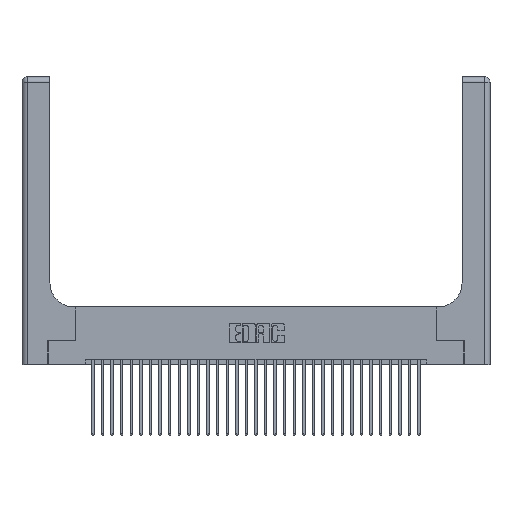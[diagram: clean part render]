
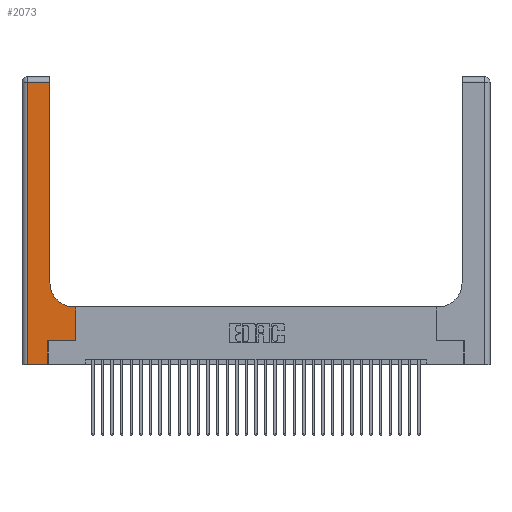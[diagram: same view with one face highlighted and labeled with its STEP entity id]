
A CAD part, top view. The second image highlights one B-rep face of the part: STEP entity #2073.
In plain terms, the highlighted planar face has unit normal (0, 0, 1).
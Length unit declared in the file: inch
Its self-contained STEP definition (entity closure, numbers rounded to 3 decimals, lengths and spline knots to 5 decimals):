
#1913 = EDGE_LOOP ( 'NONE', ( #33485, #12449, #10904, #6774, #14614, #5882, #20679, #15048, #32457 ) ) ;
#2073 = ADVANCED_FACE ( 'NONE', ( #29361 ), #14324, .F. ) ;
#2695 = DIRECTION ( 'NONE',  ( 1., 0., 0. ) ) ;
#3190 = EDGE_CURVE ( 'NONE', #21603, #19594, #28094, .T. ) ;
#3690 = LINE ( 'NONE', #22742, #27305 ) ;
#5018 = AXIS2_PLACEMENT_3D ( 'NONE', #29614, #26911, #31897 ) ;
#5106 = CARTESIAN_POINT ( 'NONE',  ( 0., 2.94, 0.37 ) ) ;
#5160 = VERTEX_POINT ( 'NONE', #10752 ) ;
#5298 = DIRECTION ( 'NONE',  ( -1., 0., 0. ) ) ;
#5299 = DIRECTION ( 'NONE',  ( 0., 0., -1. ) ) ;
#5882 = ORIENTED_EDGE ( 'NONE', *, *, #33537, .T. ) ;
#6200 = LINE ( 'NONE', #31238, #31384 ) ;
#6774 = ORIENTED_EDGE ( 'NONE', *, *, #22304, .T. ) ;
#7935 = EDGE_CURVE ( 'NONE', #17099, #27451, #11946, .T. ) ;
#7953 = AXIS2_PLACEMENT_3D ( 'NONE', #18260, #5299, #2695 ) ;
#8259 = LINE ( 'NONE', #13074, #31405 ) ;
#8392 = DIRECTION ( 'NONE',  ( 0., 1., 0. ) ) ;
#8678 = VECTOR ( 'NONE', #17843, 39.37008 ) ;
#9751 = CARTESIAN_POINT ( 'NONE',  ( 0.269, 0., 0.37 ) ) ;
#10752 = CARTESIAN_POINT ( 'NONE',  ( 0.06, 2.94, 0.37 ) ) ;
#10904 = ORIENTED_EDGE ( 'NONE', *, *, #11312, .T. ) ;
#11312 = EDGE_CURVE ( 'NONE', #5160, #24152, #22378, .T. ) ;
#11946 = CIRCLE ( 'NONE', #7953, 0.25 ) ;
#12449 = ORIENTED_EDGE ( 'NONE', *, *, #26223, .T. ) ;
#13074 = CARTESIAN_POINT ( 'NONE',  ( 0.5585, 0.25, 0.37 ) ) ;
#13331 = EDGE_CURVE ( 'NONE', #27451, #29734, #6200, .T. ) ;
#14324 = PLANE ( 'NONE',  #5018 ) ;
#14614 = ORIENTED_EDGE ( 'NONE', *, *, #3190, .T. ) ;
#15042 = VECTOR ( 'NONE', #24511, 39.37008 ) ;
#15048 = ORIENTED_EDGE ( 'NONE', *, *, #17286, .T. ) ;
#15571 = CARTESIAN_POINT ( 'NONE',  ( 0.2915, 2.94, 0.37 ) ) ;
#15828 = DIRECTION ( 'NONE',  ( 0., 1., 0. ) ) ;
#15835 = CARTESIAN_POINT ( 'NONE',  ( 0.5585, 0.25, 0.37 ) ) ;
#17099 = VERTEX_POINT ( 'NONE', #23037 ) ;
#17286 = EDGE_CURVE ( 'NONE', #20772, #17099, #28101, .T. ) ;
#17843 = DIRECTION ( 'NONE',  ( -1., 0., 0. ) ) ;
#18185 = CARTESIAN_POINT ( 'NONE',  ( 0.2915, 0.6, 0.37 ) ) ;
#18260 = CARTESIAN_POINT ( 'NONE',  ( 0.5415, 0.85, 0.37 ) ) ;
#19569 = VECTOR ( 'NONE', #22542, 39.37008 ) ;
#19594 = VERTEX_POINT ( 'NONE', #26381 ) ;
#19960 = LINE ( 'NONE', #21552, #15042 ) ;
#20679 = ORIENTED_EDGE ( 'NONE', *, *, #26166, .T. ) ;
#20772 = VERTEX_POINT ( 'NONE', #32289 ) ;
#21552 = CARTESIAN_POINT ( 'NONE',  ( 0., 0., 0.37 ) ) ;
#21603 = VERTEX_POINT ( 'NONE', #9751 ) ;
#22304 = EDGE_CURVE ( 'NONE', #24152, #21603, #19960, .T. ) ;
#22378 = LINE ( 'NONE', #30463, #19569 ) ;
#22542 = DIRECTION ( 'NONE',  ( 0., -1., 0. ) ) ;
#22676 = CARTESIAN_POINT ( 'NONE',  ( 0.06, 0., 0.37 ) ) ;
#22742 = CARTESIAN_POINT ( 'NONE',  ( 0.269, 0.25, 0.37 ) ) ;
#22826 = VECTOR ( 'NONE', #5298, 39.37008 ) ;
#23037 = CARTESIAN_POINT ( 'NONE',  ( 0.5415, 0.6, 0.37 ) ) ;
#24025 = VECTOR ( 'NONE', #8392, 39.37008 ) ;
#24152 = VERTEX_POINT ( 'NONE', #22676 ) ;
#24511 = DIRECTION ( 'NONE',  ( 1., 0., 0. ) ) ;
#25701 = DIRECTION ( 'NONE',  ( 0., 1., 0. ) ) ;
#26166 = EDGE_CURVE ( 'NONE', #29219, #20772, #8259, .T. ) ;
#26223 = EDGE_CURVE ( 'NONE', #29734, #5160, #29380, .T. ) ;
#26252 = CARTESIAN_POINT ( 'NONE',  ( 0.269, 0., 0.37 ) ) ;
#26381 = CARTESIAN_POINT ( 'NONE',  ( 0.269, 0.25, 0.37 ) ) ;
#26911 = DIRECTION ( 'NONE',  ( 0., 0., -1. ) ) ;
#27305 = VECTOR ( 'NONE', #33274, 39.37008 ) ;
#27451 = VERTEX_POINT ( 'NONE', #30650 ) ;
#28094 = LINE ( 'NONE', #26252, #24025 ) ;
#28101 = LINE ( 'NONE', #18185, #22826 ) ;
#29219 = VERTEX_POINT ( 'NONE', #15835 ) ;
#29361 = FACE_OUTER_BOUND ( 'NONE', #1913, .T. ) ;
#29380 = LINE ( 'NONE', #5106, #8678 ) ;
#29614 = CARTESIAN_POINT ( 'NONE',  ( 0., 3., 0.37 ) ) ;
#29734 = VERTEX_POINT ( 'NONE', #15571 ) ;
#30463 = CARTESIAN_POINT ( 'NONE',  ( 0.06, 3., 0.37 ) ) ;
#30650 = CARTESIAN_POINT ( 'NONE',  ( 0.2915, 0.85, 0.37 ) ) ;
#31238 = CARTESIAN_POINT ( 'NONE',  ( 0.2915, 3., 0.37 ) ) ;
#31384 = VECTOR ( 'NONE', #15828, 39.37008 ) ;
#31405 = VECTOR ( 'NONE', #25701, 39.37008 ) ;
#31897 = DIRECTION ( 'NONE',  ( -1., 0., 0. ) ) ;
#32289 = CARTESIAN_POINT ( 'NONE',  ( 0.5585, 0.6, 0.37 ) ) ;
#32457 = ORIENTED_EDGE ( 'NONE', *, *, #7935, .T. ) ;
#33274 = DIRECTION ( 'NONE',  ( 1., 0., 0. ) ) ;
#33485 = ORIENTED_EDGE ( 'NONE', *, *, #13331, .T. ) ;
#33537 = EDGE_CURVE ( 'NONE', #19594, #29219, #3690, .T. ) ;
